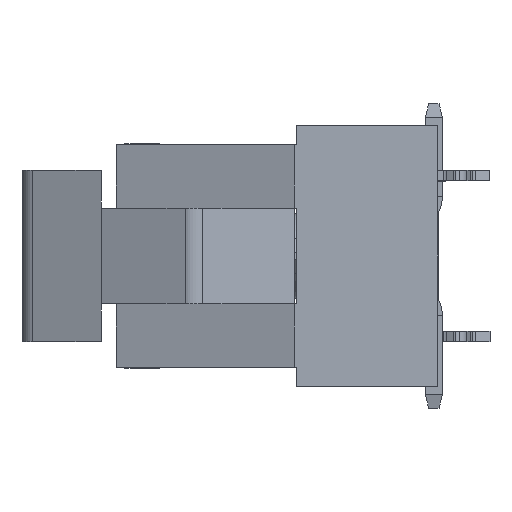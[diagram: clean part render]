
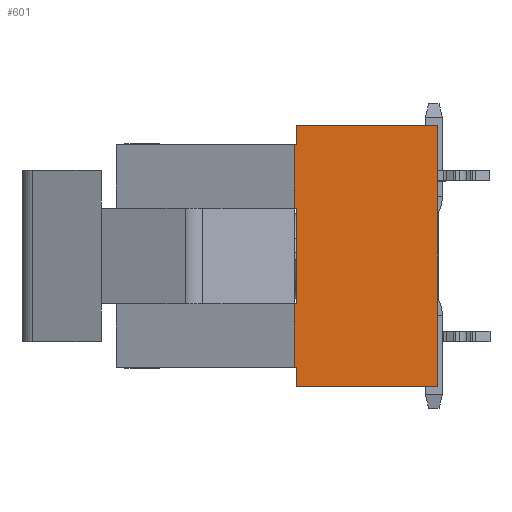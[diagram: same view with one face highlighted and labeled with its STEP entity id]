
A CAD part, left-side view. The second image highlights one B-rep face of the part: STEP entity #601.
In plain terms, the highlighted planar face has unit normal (-1, 0, 0).
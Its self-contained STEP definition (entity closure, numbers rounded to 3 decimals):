
#283=CARTESIAN_POINT('',(-18.9,-0.33,-1.4));
#284=VERTEX_POINT('',#283);
#291=CARTESIAN_POINT('',(-18.9,-0.33,1.4));
#292=VERTEX_POINT('',#291);
#293=CARTESIAN_POINT('',(-18.9,-0.33,-1.4));
#294=DIRECTION('',(0.,0.,1.));
#295=VECTOR('',#294,2.8);
#296=LINE('',#293,#295);
#297=EDGE_CURVE('',#284,#292,#296,.T.);
#338=CARTESIAN_POINT('',(-18.9,-4.48,3.81));
#339=VERTEX_POINT('',#338);
#346=CARTESIAN_POINT('',(-18.9,-4.48,-3.81));
#347=VERTEX_POINT('',#346);
#348=CARTESIAN_POINT('',(-18.9,-4.48,3.81));
#349=DIRECTION('',(0.,0.,-1.));
#350=VECTOR('',#349,7.62);
#351=LINE('',#348,#350);
#352=EDGE_CURVE('',#339,#347,#351,.T.);
#499=CARTESIAN_POINT('',(-18.9,-0.33,-3.81));
#500=VERTEX_POINT('',#499);
#507=CARTESIAN_POINT('',(-18.9,-0.33,-3.25));
#508=VERTEX_POINT('',#507);
#509=CARTESIAN_POINT('',(-18.9,-0.33,-3.81));
#510=DIRECTION('',(0.,0.,1.));
#511=VECTOR('',#510,0.56);
#512=LINE('',#509,#511);
#513=EDGE_CURVE('',#500,#508,#512,.T.);
#525=CARTESIAN_POINT('',(-18.9,-0.28,-3.25));
#526=DIRECTION('',(0.,-1.,0.));
#527=DIRECTION('',(-1.,0.,0.));
#528=AXIS2_PLACEMENT_3D('',#525,#527,#526);
#529=PLANE('',#528);
#530=CARTESIAN_POINT('',(-18.9,-0.28,-1.4));
#531=VERTEX_POINT('',#530);
#532=CARTESIAN_POINT('',(-18.9,-0.28,-3.25));
#533=VERTEX_POINT('',#532);
#534=CARTESIAN_POINT('',(-18.9,-0.28,-1.4));
#535=DIRECTION('',(0.,0.,-1.));
#536=VECTOR('',#535,1.85);
#537=LINE('',#534,#536);
#538=EDGE_CURVE('',#531,#533,#537,.T.);
#539=ORIENTED_EDGE('',*,*,#538,.T.);
#540=CARTESIAN_POINT('',(-18.9,-0.28,-3.25));
#541=DIRECTION('',(0.,-1.,0.));
#542=VECTOR('',#541,0.05);
#543=LINE('',#540,#542);
#544=EDGE_CURVE('',#533,#508,#543,.T.);
#545=ORIENTED_EDGE('',*,*,#544,.T.);
#546=ORIENTED_EDGE('',*,*,#513,.F.);
#547=CARTESIAN_POINT('',(-18.9,-0.33,-3.81));
#548=DIRECTION('',(0.,-1.,0.));
#549=VECTOR('',#548,4.15);
#550=LINE('',#547,#549);
#551=EDGE_CURVE('',#500,#347,#550,.T.);
#552=ORIENTED_EDGE('',*,*,#551,.T.);
#553=ORIENTED_EDGE('',*,*,#352,.F.);
#554=CARTESIAN_POINT('',(-18.9,-0.33,3.81));
#555=VERTEX_POINT('',#554);
#556=CARTESIAN_POINT('',(-18.9,-4.48,3.81));
#557=DIRECTION('',(0.,1.,0.));
#558=VECTOR('',#557,4.15);
#559=LINE('',#556,#558);
#560=EDGE_CURVE('',#339,#555,#559,.T.);
#561=ORIENTED_EDGE('',*,*,#560,.T.);
#562=CARTESIAN_POINT('',(-18.9,-0.33,3.25));
#563=VERTEX_POINT('',#562);
#564=CARTESIAN_POINT('',(-18.9,-0.33,3.81));
#565=DIRECTION('',(0.,0.,-1.));
#566=VECTOR('',#565,0.56);
#567=LINE('',#564,#566);
#568=EDGE_CURVE('',#555,#563,#567,.T.);
#569=ORIENTED_EDGE('',*,*,#568,.T.);
#570=CARTESIAN_POINT('',(-18.9,-0.28,3.25));
#571=VERTEX_POINT('',#570);
#572=CARTESIAN_POINT('',(-18.9,-0.33,3.25));
#573=DIRECTION('',(0.,1.,0.));
#574=VECTOR('',#573,0.05);
#575=LINE('',#572,#574);
#576=EDGE_CURVE('',#563,#571,#575,.T.);
#577=ORIENTED_EDGE('',*,*,#576,.T.);
#578=CARTESIAN_POINT('',(-18.9,-0.28,1.4));
#579=VERTEX_POINT('',#578);
#580=CARTESIAN_POINT('',(-18.9,-0.28,3.25));
#581=DIRECTION('',(0.,0.,-1.));
#582=VECTOR('',#581,1.85);
#583=LINE('',#580,#582);
#584=EDGE_CURVE('',#571,#579,#583,.T.);
#585=ORIENTED_EDGE('',*,*,#584,.T.);
#586=CARTESIAN_POINT('',(-18.9,-0.28,1.4));
#587=DIRECTION('',(0.,-1.,0.));
#588=VECTOR('',#587,0.05);
#589=LINE('',#586,#588);
#590=EDGE_CURVE('',#579,#292,#589,.T.);
#591=ORIENTED_EDGE('',*,*,#590,.T.);
#592=ORIENTED_EDGE('',*,*,#297,.F.);
#593=CARTESIAN_POINT('',(-18.9,-0.33,-1.4));
#594=DIRECTION('',(0.,1.,0.));
#595=VECTOR('',#594,0.05);
#596=LINE('',#593,#595);
#597=EDGE_CURVE('',#284,#531,#596,.T.);
#598=ORIENTED_EDGE('',*,*,#597,.T.);
#599=EDGE_LOOP('',(#539,#545,#546,#552,#553,#561,#569,#577,#585,#591,#592,#598));
#600=FACE_OUTER_BOUND('',#599,.T.);
#601=ADVANCED_FACE('',(#600),#529,.T.);
